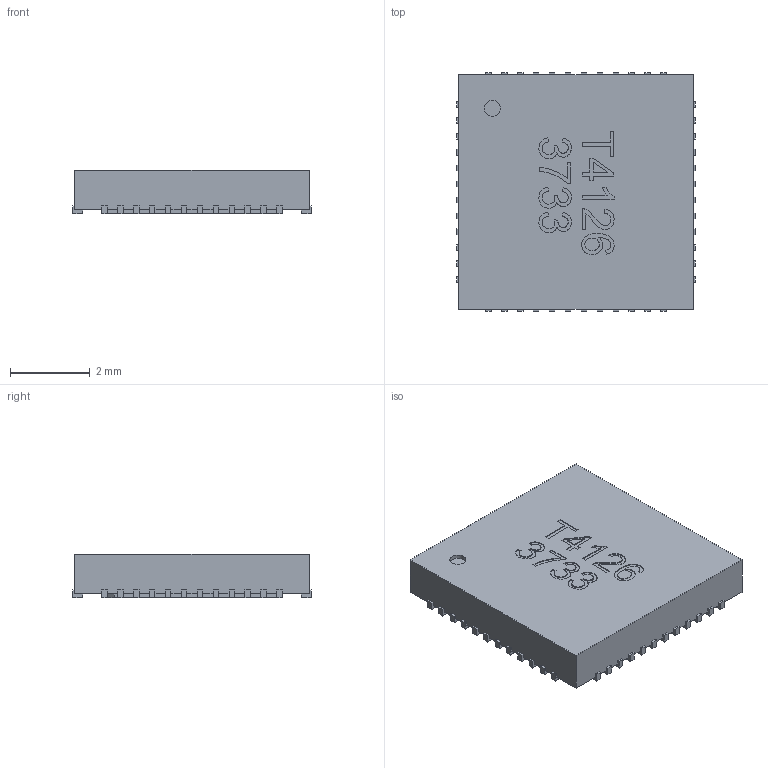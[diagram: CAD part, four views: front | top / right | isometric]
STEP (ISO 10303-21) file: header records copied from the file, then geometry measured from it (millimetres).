
FILE_DESCRIPTION(/* description */ (''),/* implementation_level */ '2;1');
FILE_NAME(/* name */ 'IS31FL3733-QFN48.step',/* time_stamp */ '2022-08-01T22:41:39+07:00',/* author */ (''),/* organization */ (''),/* preprocessor_version */ 'ST-DEVELOPER v19',/* originating_system */ 'Autodesk Translation Framework v11.7.0.108',/* authorisation */ '');
FILE_SCHEMA (('AUTOMOTIVE_DESIGN { 1 0 10303 214 3 1 1 }'));
Length unit declared in the file: millimetre
Products named in the file (1): (Unsaved)
Bounding box: 6 x 6 x 1.1 mm (x, y, z)
Volume: 36.8 mm3; surface area: 100.6 mm2
Topology: 1 solids, 1 shells, 495 faces, 1440 edges, 960 vertices
Faces by surface type: plane 358, bspline 136, cylinder 1
Full cylindrical faces by diameter (mm): 0.4 x1
Entity records: 17744 total; most frequent: CARTESIAN_POINT 5208, ORIENTED_EDGE 2880, DIRECTION 1890, EDGE_CURVE 1440, LINE 1166, VECTOR 1166, VERTEX_POINT 960, EDGE_LOOP 508
